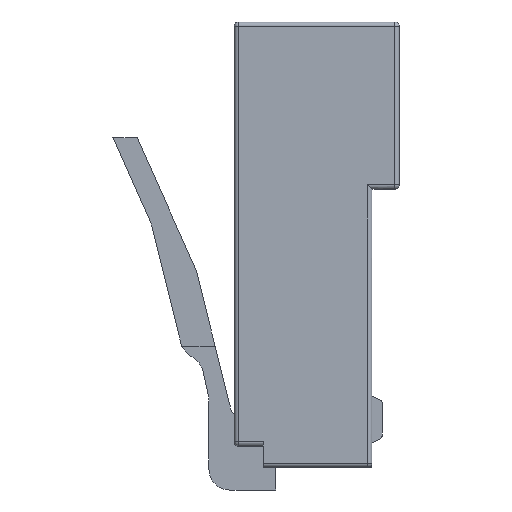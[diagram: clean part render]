
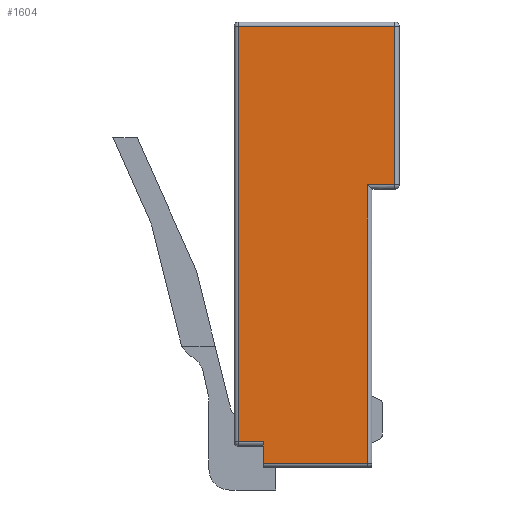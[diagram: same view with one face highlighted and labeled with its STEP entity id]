
A CAD part, left-side view. The second image highlights one B-rep face of the part: STEP entity #1604.
In plain terms, the highlighted planar face has unit normal (-1, 0, 0).
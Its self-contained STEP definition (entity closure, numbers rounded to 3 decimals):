
#146 = CARTESIAN_POINT ( 'NONE',  ( -5.84, 2.55, 1.22 ) ) ;
#386 = ORIENTED_EDGE ( 'NONE', *, *, #6795, .T. ) ;
#397 = ORIENTED_EDGE ( 'NONE', *, *, #6877, .T. ) ;
#419 = VERTEX_POINT ( 'NONE', #5507 ) ;
#594 = VERTEX_POINT ( 'NONE', #8143 ) ;
#894 = CARTESIAN_POINT ( 'NONE',  ( -5.84, -2.45, 13.52 ) ) ;
#1006 = EDGE_CURVE ( 'NONE', #10105, #5949, #3503, .T. ) ;
#1306 = LINE ( 'NONE', #4037, #9336 ) ;
#1431 = LINE ( 'NONE', #1563, #7669 ) ;
#1563 = CARTESIAN_POINT ( 'NONE',  ( -5.84, -3.95, 21.12 ) ) ;
#1604 = ADVANCED_FACE ( 'NONE', ( #3480 ), #7754, .F. ) ;
#1758 = EDGE_CURVE ( 'NONE', #5949, #8442, #10478, .T. ) ;
#1839 = ORIENTED_EDGE ( 'NONE', *, *, #7887, .T. ) ;
#1920 = ORIENTED_EDGE ( 'NONE', *, *, #5933, .F. ) ;
#2218 = ORIENTED_EDGE ( 'NONE', *, *, #1758, .T. ) ;
#2273 = CARTESIAN_POINT ( 'NONE',  ( -5.84, -2.45, 0.2 ) ) ;
#2469 = VERTEX_POINT ( 'NONE', #146 ) ;
#2471 = CARTESIAN_POINT ( 'NONE',  ( -5.84, -2.65, 0.2 ) ) ;
#2529 = CARTESIAN_POINT ( 'NONE',  ( -5.84, -2.45, 21.32 ) ) ;
#2594 = VECTOR ( 'NONE', #7752, 1000. ) ;
#2818 = LINE ( 'NONE', #9105, #6248 ) ;
#2897 = CARTESIAN_POINT ( 'NONE',  ( -5.84, 3.75, 1.22 ) ) ;
#3480 = FACE_OUTER_BOUND ( 'NONE', #5420, .T. ) ;
#3503 = LINE ( 'NONE', #2471, #8337 ) ;
#4037 = CARTESIAN_POINT ( 'NONE',  ( -5.84, -3.75, 21.32 ) ) ;
#4573 = CARTESIAN_POINT ( 'NONE',  ( -5.84, 3.75, 21.32 ) ) ;
#4655 = CARTESIAN_POINT ( 'NONE',  ( -5.84, -3.75, 21.12 ) ) ;
#4731 = ORIENTED_EDGE ( 'NONE', *, *, #1006, .T. ) ;
#4807 = DIRECTION ( 'NONE',  ( 0., 0., 1. ) ) ;
#4847 = ORIENTED_EDGE ( 'NONE', *, *, #6861, .T. ) ;
#5003 = DIRECTION ( 'NONE',  ( 0., -1., 0. ) ) ;
#5159 = AXIS2_PLACEMENT_3D ( 'NONE', #9410, #8625, #8722 ) ;
#5289 = LINE ( 'NONE', #4573, #2594 ) ;
#5407 = LINE ( 'NONE', #5739, #9221 ) ;
#5420 = EDGE_LOOP ( 'NONE', ( #397, #1920, #4731, #2218, #1839, #4847, #386, #10112 ) ) ;
#5507 = CARTESIAN_POINT ( 'NONE',  ( -5.84, 3.75, 21.12 ) ) ;
#5739 = CARTESIAN_POINT ( 'NONE',  ( -5.84, -3.95, 1.22 ) ) ;
#5933 = EDGE_CURVE ( 'NONE', #10105, #2469, #9104, .T. ) ;
#5949 = VERTEX_POINT ( 'NONE', #2273 ) ;
#6248 = VECTOR ( 'NONE', #7530, 1000. ) ;
#6291 = VERTEX_POINT ( 'NONE', #4655 ) ;
#6516 = DIRECTION ( 'NONE',  ( 0., 1., 0. ) ) ;
#6607 = EDGE_CURVE ( 'NONE', #419, #6611, #5289, .T. ) ;
#6611 = VERTEX_POINT ( 'NONE', #2897 ) ;
#6795 = EDGE_CURVE ( 'NONE', #6291, #419, #1431, .T. ) ;
#6861 = EDGE_CURVE ( 'NONE', #594, #6291, #1306, .T. ) ;
#6877 = EDGE_CURVE ( 'NONE', #6611, #2469, #5407, .T. ) ;
#7139 = CARTESIAN_POINT ( 'NONE',  ( -5.84, 2.55, 0. ) ) ;
#7286 = DIRECTION ( 'NONE',  ( 0., 0., 1. ) ) ;
#7417 = DIRECTION ( 'NONE',  ( 0., -1., 0. ) ) ;
#7530 = DIRECTION ( 'NONE',  ( 0., -1., 0. ) ) ;
#7669 = VECTOR ( 'NONE', #6516, 1000. ) ;
#7752 = DIRECTION ( 'NONE',  ( 0., 0., -1. ) ) ;
#7754 = PLANE ( 'NONE',  #5159 ) ;
#7887 = EDGE_CURVE ( 'NONE', #8442, #594, #2818, .T. ) ;
#8141 = DIRECTION ( 'NONE',  ( 0., 0., 1. ) ) ;
#8143 = CARTESIAN_POINT ( 'NONE',  ( -5.84, -3.75, 13.52 ) ) ;
#8299 = VECTOR ( 'NONE', #8141, 1000. ) ;
#8337 = VECTOR ( 'NONE', #5003, 1000. ) ;
#8442 = VERTEX_POINT ( 'NONE', #894 ) ;
#8604 = VECTOR ( 'NONE', #4807, 1000. ) ;
#8625 = DIRECTION ( 'NONE',  ( 1., 0., 0. ) ) ;
#8722 = DIRECTION ( 'NONE',  ( 0., 0., -1. ) ) ;
#8799 = CARTESIAN_POINT ( 'NONE',  ( -5.84, 2.55, 0.2 ) ) ;
#9104 = LINE ( 'NONE', #7139, #8604 ) ;
#9105 = CARTESIAN_POINT ( 'NONE',  ( -5.84, -3.95, 13.52 ) ) ;
#9221 = VECTOR ( 'NONE', #7417, 1000. ) ;
#9336 = VECTOR ( 'NONE', #7286, 1000. ) ;
#9410 = CARTESIAN_POINT ( 'NONE',  ( -5.84, -3.95, 21.32 ) ) ;
#10105 = VERTEX_POINT ( 'NONE', #8799 ) ;
#10112 = ORIENTED_EDGE ( 'NONE', *, *, #6607, .T. ) ;
#10478 = LINE ( 'NONE', #2529, #8299 ) ;
